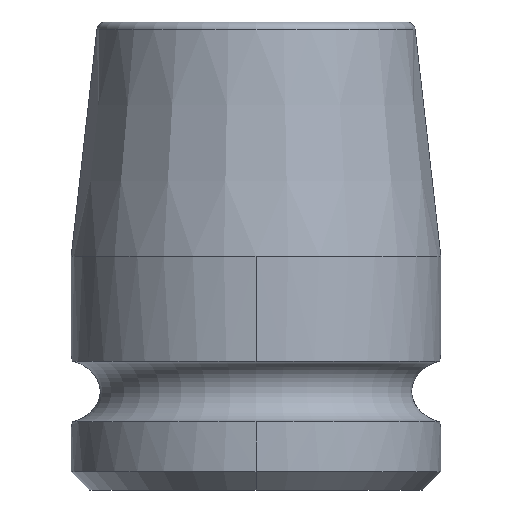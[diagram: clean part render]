
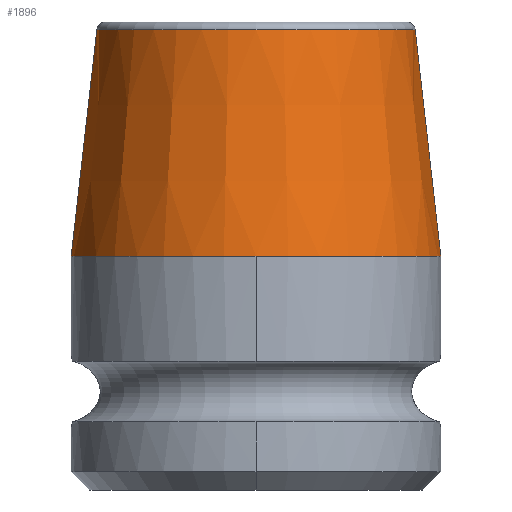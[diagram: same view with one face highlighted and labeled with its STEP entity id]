
A CAD part, left-side view. The second image highlights one B-rep face of the part: STEP entity #1896.
In plain terms, the highlighted conical face has half-angle 6.456 degrees and reference radius 13.96 mm.
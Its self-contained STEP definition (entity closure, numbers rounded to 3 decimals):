
#172=CARTESIAN_POINT('',(0.,0.,19.));
#173=DIRECTION('',(0.,0.,1.));
#174=DIRECTION('',(0.,1.,0.));
#175=AXIS2_PLACEMENT_3D('',#172,#173,#174);
#338=CARTESIAN_POINT('',(0.,0.,19.));
#339=DIRECTION('',(0.,0.,1.));
#340=DIRECTION('',(-1.,0.,0.));
#341=AXIS2_PLACEMENT_3D('',#338,#339,#340);
#824=DIRECTION('',(0.,0.112,-0.994));
#825=VECTOR('',#824,18.496);
#826=CARTESIAN_POINT('',(0.,12.92,
37.379));
#827=LINE('',#826,#825);
#828=DIRECTION('',(0.,-0.112,-0.994));
#829=VECTOR('',#828,18.496);
#830=CARTESIAN_POINT('',(0.,-12.92,
37.379));
#831=LINE('',#830,#829);
#832=CARTESIAN_POINT('',(0.,0.,37.379));
#833=DIRECTION('',(0.,0.,1.));
#834=DIRECTION('',(0.,1.,0.));
#835=AXIS2_PLACEMENT_3D('',#832,#833,#834);
#1145=CARTESIAN_POINT('',(0.,15.,19.));
#1146=CARTESIAN_POINT('',(-15.,0.,19.));
#1147=VERTEX_POINT('',#1145);
#1148=VERTEX_POINT('',#1146);
#1149=CARTESIAN_POINT('',(0.,-15.,19.));
#1150=VERTEX_POINT('',#1149);
#1157=CARTESIAN_POINT('',(0.,12.92,37.379));
#1158=CARTESIAN_POINT('',(0.,-12.92,37.379));
#1159=VERTEX_POINT('',#1157);
#1160=VERTEX_POINT('',#1158);
#1884=CARTESIAN_POINT('',(0.,0.,28.189));
#1885=DIRECTION('',(0.,0.,-1.));
#1886=DIRECTION('',(0.,-1.,0.));
#1887=AXIS2_PLACEMENT_3D('',#1884,#1885,#1886);
#1888=CONICAL_SURFACE('',#1887,13.96,6.456);
#1889=ORIENTED_EDGE('',*,*,#1849,.T.);
#1890=ORIENTED_EDGE('',*,*,#1879,.T.);
#1891=ORIENTED_EDGE('',*,*,#1350,.F.);
#1892=ORIENTED_EDGE('',*,*,#1283,.F.);
#1893=ORIENTED_EDGE('',*,*,#1875,.F.);
#1894=EDGE_LOOP('',(#1889,#1890,#1891,#1892,#1893));
#1895=FACE_OUTER_BOUND('',#1894,.F.);
#1896=ADVANCED_FACE('',(#1895),#1888,.T.);
#176=CIRCLE('',#175,15.);
#342=CIRCLE('',#341,15.);
#836=CIRCLE('',#835,12.92);
#1283=EDGE_CURVE('',#1147,#1148,#176,.T.);
#1350=EDGE_CURVE('',#1148,#1150,#342,.T.);
#1849=EDGE_CURVE('',#1159,#1160,#836,.T.);
#1875=EDGE_CURVE('',#1159,#1147,#827,.T.);
#1879=EDGE_CURVE('',#1160,#1150,#831,.T.);
